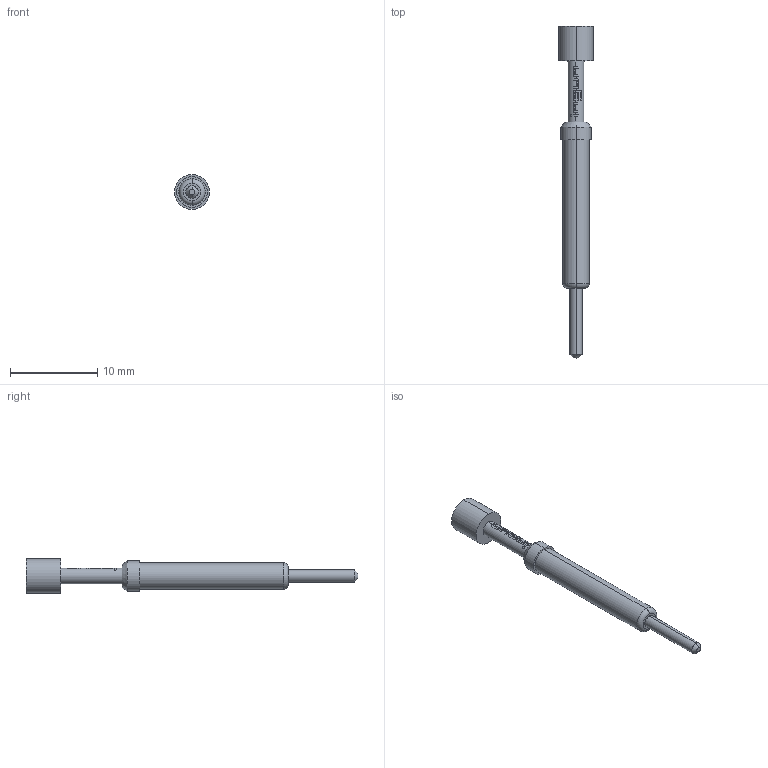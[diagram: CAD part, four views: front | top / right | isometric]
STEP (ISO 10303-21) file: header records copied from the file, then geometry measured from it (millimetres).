
FILE_DESCRIPTION (( 'STEP AP203' ), '1' );
FILE_NAME ('INGUN_GKS-503_303_400_A_xx02.STEP', '2021-12-21T13:32:53', ( 'ochi' ), ( '' ), 'SwSTEP 2.0', 'SolidWorks 2018', '' );
FILE_SCHEMA (( 'CONFIG_CONTROL_DESIGN' ));
Length unit declared in the file: millimetre
Products named in the file (1): INGUN_GKS-503_303_400_A_xx02
Bounding box: 4 x 38 x 4 mm (x, y, z)
Volume: 209.4 mm3; surface area: 345 mm2
Topology: 1 solids, 1 shells, 104 faces, 286 edges, 187 vertices
Faces by surface type: bspline 39, cylinder 29, plane 28, cone 6, torus 2
Entity records: 4563 total; most frequent: CARTESIAN_POINT 2383, ORIENTED_EDGE 568, EDGE_CURVE 284, DIRECTION 222, B_SPLINE_CURVE_WITH_KNOTS 222, VERTEX_POINT 187, EDGE_LOOP 109, FACE_OUTER_BOUND 104
